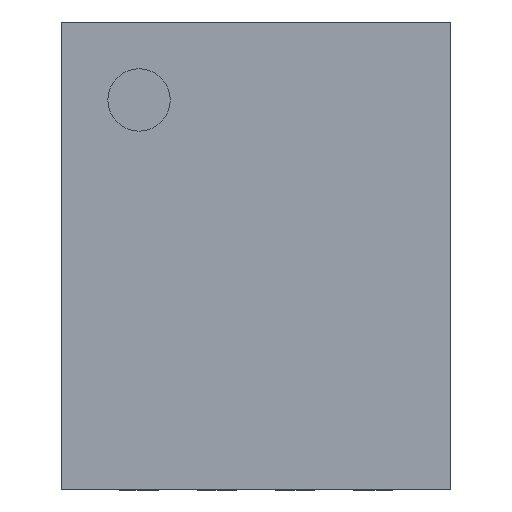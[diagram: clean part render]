
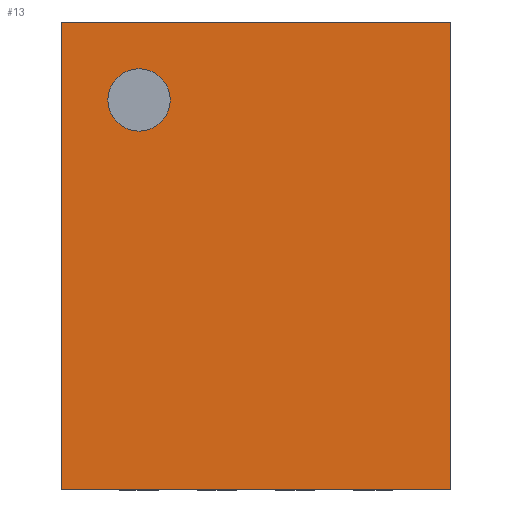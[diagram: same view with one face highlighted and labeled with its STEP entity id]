
A CAD part, top view. The second image highlights one B-rep face of the part: STEP entity #13.
In plain terms, the highlighted planar face has unit normal (0, 0, 1).
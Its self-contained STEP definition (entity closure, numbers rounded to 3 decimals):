
#13 = ADVANCED_FACE ( 'NONE', ( #1101, #1964 ), #4386, .F. ) ;
#18 = VERTEX_POINT ( 'NONE', #1047 ) ;
#125 = CARTESIAN_POINT ( 'NONE',  ( -1.25, 1.5, 0.875 ) ) ;
#127 = CIRCLE ( 'NONE', #3789, 0.2 ) ;
#200 = VECTOR ( 'NONE', #1614, 1000. ) ;
#262 = VERTEX_POINT ( 'NONE', #1879 ) ;
#322 = VECTOR ( 'NONE', #2686, 1000. ) ;
#335 = EDGE_LOOP ( 'NONE', ( #1843, #2990 ) ) ;
#364 = DIRECTION ( 'NONE',  ( 0., 0., 1. ) ) ;
#453 = CARTESIAN_POINT ( 'NONE',  ( -1.25, -1.5, 0.875 ) ) ;
#611 = LINE ( 'NONE', #1065, #3259 ) ;
#987 = EDGE_CURVE ( 'NONE', #5273, #18, #127, .T. ) ;
#1018 = DIRECTION ( 'NONE',  ( 0., 0., -1. ) ) ;
#1025 = CARTESIAN_POINT ( 'NONE',  ( -1.25, 1.5, 0.875 ) ) ;
#1047 = CARTESIAN_POINT ( 'NONE',  ( -0.95, 1., 0.875 ) ) ;
#1053 = VERTEX_POINT ( 'NONE', #1025 ) ;
#1065 = CARTESIAN_POINT ( 'NONE',  ( -1.25, -1.5, 0.875 ) ) ;
#1101 = FACE_BOUND ( 'NONE', #335, .T. ) ;
#1378 = ORIENTED_EDGE ( 'NONE', *, *, #1632, .T. ) ;
#1552 = ORIENTED_EDGE ( 'NONE', *, *, #2597, .T. ) ;
#1587 = LINE ( 'NONE', #2407, #200 ) ;
#1614 = DIRECTION ( 'NONE',  ( 1., 0., 0. ) ) ;
#1632 = EDGE_CURVE ( 'NONE', #1687, #262, #2326, .T. ) ;
#1687 = VERTEX_POINT ( 'NONE', #5189 ) ;
#1753 = AXIS2_PLACEMENT_3D ( 'NONE', #4834, #1018, #1942 ) ;
#1843 = ORIENTED_EDGE ( 'NONE', *, *, #987, .F. ) ;
#1879 = CARTESIAN_POINT ( 'NONE',  ( 1.25, 1.5, 0.875 ) ) ;
#1942 = DIRECTION ( 'NONE',  ( -1., 0., 0. ) ) ;
#1964 = FACE_OUTER_BOUND ( 'NONE', #2280, .T. ) ;
#1978 = CARTESIAN_POINT ( 'NONE',  ( -0.75, 1., 0.875 ) ) ;
#2054 = EDGE_CURVE ( 'NONE', #18, #5273, #3088, .T. ) ;
#2076 = CARTESIAN_POINT ( 'NONE',  ( -0.75, 1., 0.875 ) ) ;
#2280 = EDGE_LOOP ( 'NONE', ( #1378, #1552, #3074, #2905 ) ) ;
#2326 = LINE ( 'NONE', #3956, #322 ) ;
#2407 = CARTESIAN_POINT ( 'NONE',  ( -1.25, -1.5, 0.875 ) ) ;
#2597 = EDGE_CURVE ( 'NONE', #262, #1053, #3953, .T. ) ;
#2686 = DIRECTION ( 'NONE',  ( 0., 1., 0. ) ) ;
#2855 = VERTEX_POINT ( 'NONE', #453 ) ;
#2905 = ORIENTED_EDGE ( 'NONE', *, *, #3253, .T. ) ;
#2945 = CARTESIAN_POINT ( 'NONE',  ( -0.55, 1., 0.875 ) ) ;
#2990 = ORIENTED_EDGE ( 'NONE', *, *, #2054, .F. ) ;
#3037 = DIRECTION ( 'NONE',  ( -1., 0., 0. ) ) ;
#3074 = ORIENTED_EDGE ( 'NONE', *, *, #4292, .T. ) ;
#3088 = CIRCLE ( 'NONE', #5231, 0.2 ) ;
#3253 = EDGE_CURVE ( 'NONE', #2855, #1687, #1587, .T. ) ;
#3259 = VECTOR ( 'NONE', #3701, 1000. ) ;
#3574 = VECTOR ( 'NONE', #3037, 1000. ) ;
#3701 = DIRECTION ( 'NONE',  ( 0., -1., 0. ) ) ;
#3766 = DIRECTION ( 'NONE',  ( 0., 0., 1. ) ) ;
#3789 = AXIS2_PLACEMENT_3D ( 'NONE', #2076, #3766, #5052 ) ;
#3953 = LINE ( 'NONE', #125, #3574 ) ;
#3956 = CARTESIAN_POINT ( 'NONE',  ( 1.25, -1.5, 0.875 ) ) ;
#4092 = DIRECTION ( 'NONE',  ( 1., 0., 0. ) ) ;
#4292 = EDGE_CURVE ( 'NONE', #1053, #2855, #611, .T. ) ;
#4386 = PLANE ( 'NONE',  #1753 ) ;
#4834 = CARTESIAN_POINT ( 'NONE',  ( 0., 0., 0.875 ) ) ;
#5052 = DIRECTION ( 'NONE',  ( 1., 0., 0. ) ) ;
#5189 = CARTESIAN_POINT ( 'NONE',  ( 1.25, -1.5, 0.875 ) ) ;
#5231 = AXIS2_PLACEMENT_3D ( 'NONE', #1978, #364, #4092 ) ;
#5273 = VERTEX_POINT ( 'NONE', #2945 ) ;
